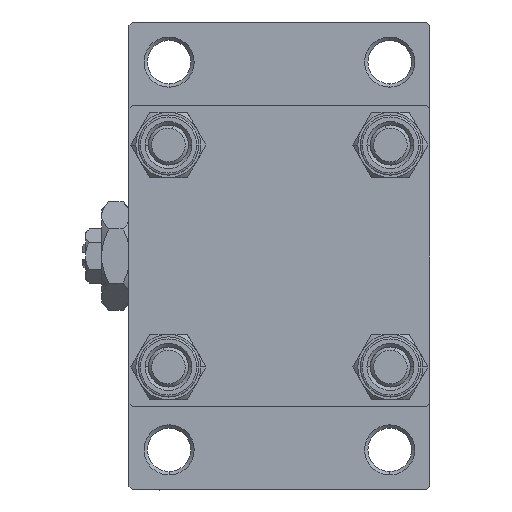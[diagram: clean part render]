
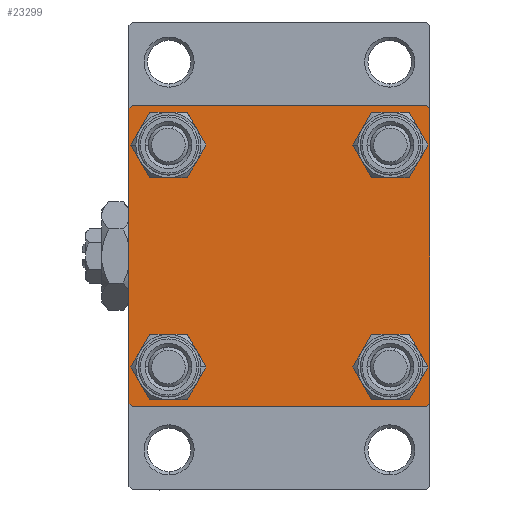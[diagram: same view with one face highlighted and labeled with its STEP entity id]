
A CAD part, left-side view. The second image highlights one B-rep face of the part: STEP entity #23299.
In plain terms, the highlighted planar face has unit normal (-1, 0, 0).
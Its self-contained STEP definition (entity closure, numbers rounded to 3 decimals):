
#5 = VERTEX_POINT ( 'NONE', #42858 ) ;
#1220 = EDGE_CURVE ( 'NONE', #20680, #50600, #14978, .T. ) ;
#2115 = CARTESIAN_POINT ( 'NONE',  ( 0., -22.5, 22. ) ) ;
#2488 = DIRECTION ( 'NONE',  ( 1., 0., 0. ) ) ;
#2583 = EDGE_CURVE ( 'NONE', #15076, #51455, #27741, .T. ) ;
#3413 = DIRECTION ( 'NONE',  ( 1., 0., 0. ) ) ;
#3684 = CARTESIAN_POINT ( 'NONE',  ( 0., -16.6, -16.6 ) ) ;
#4076 = DIRECTION ( 'NONE',  ( 1., 0., 0. ) ) ;
#5303 = AXIS2_PLACEMENT_3D ( 'NONE', #44543, #24064, #8574 ) ;
#5392 = EDGE_CURVE ( 'NONE', #19577, #21279, #36645, .T. ) ;
#5749 = EDGE_CURVE ( 'NONE', #49701, #40663, #44063, .T. ) ;
#6523 = CARTESIAN_POINT ( 'NONE',  ( 0., -16.6, -20.1 ) ) ;
#6656 = DIRECTION ( 'NONE',  ( 0., 0., 1. ) ) ;
#7018 = ORIENTED_EDGE ( 'NONE', *, *, #5749, .F. ) ;
#7563 = EDGE_CURVE ( 'NONE', #34071, #16888, #31683, .T. ) ;
#7907 = DIRECTION ( 'NONE',  ( 0., -0.707, 0.707 ) ) ;
#8389 = ORIENTED_EDGE ( 'NONE', *, *, #7563, .T. ) ;
#8498 = CARTESIAN_POINT ( 'NONE',  ( 0., -16.6, -13.1 ) ) ;
#8574 = DIRECTION ( 'NONE',  ( 0., 0., 1. ) ) ;
#8621 = VECTOR ( 'NONE', #18069, 1000. ) ;
#8689 = DIRECTION ( 'NONE',  ( 0., -1., 0. ) ) ;
#8771 = ORIENTED_EDGE ( 'NONE', *, *, #5392, .T. ) ;
#9188 = CARTESIAN_POINT ( 'NONE',  ( 0., 22.5, -22.5 ) ) ;
#9295 = CIRCLE ( 'NONE', #26039, 3.5 ) ;
#9491 = EDGE_CURVE ( 'NONE', #23135, #5, #47690, .T. ) ;
#10105 = ORIENTED_EDGE ( 'NONE', *, *, #2583, .T. ) ;
#10847 = CARTESIAN_POINT ( 'NONE',  ( 0., 22., 22.5 ) ) ;
#10946 = FACE_BOUND ( 'NONE', #46388, .T. ) ;
#11235 = CARTESIAN_POINT ( 'NONE',  ( 0., 16.6, 13.1 ) ) ;
#12514 = EDGE_LOOP ( 'NONE', ( #8389, #31334 ) ) ;
#13971 = VECTOR ( 'NONE', #43803, 1000. ) ;
#14071 = DIRECTION ( 'NONE',  ( 1., 0., 0. ) ) ;
#14341 = CARTESIAN_POINT ( 'NONE',  ( 0., 22.5, -22. ) ) ;
#14555 = CARTESIAN_POINT ( 'NONE',  ( 0., -22., -22.5 ) ) ;
#14873 = CARTESIAN_POINT ( 'NONE',  ( 0., -22.5, -22. ) ) ;
#14978 = LINE ( 'NONE', #22848, #30269 ) ;
#15076 = VERTEX_POINT ( 'NONE', #45085 ) ;
#15235 = EDGE_CURVE ( 'NONE', #16888, #34071, #19261, .T. ) ;
#15308 = DIRECTION ( 'NONE',  ( 0., 0., -1. ) ) ;
#15424 = AXIS2_PLACEMENT_3D ( 'NONE', #26608, #37912, #6656 ) ;
#16095 = VECTOR ( 'NONE', #8689, 1000. ) ;
#16665 = EDGE_CURVE ( 'NONE', #49701, #51172, #18966, .T. ) ;
#16888 = VERTEX_POINT ( 'NONE', #11235 ) ;
#17138 = EDGE_CURVE ( 'NONE', #51455, #15076, #9295, .T. ) ;
#18069 = DIRECTION ( 'NONE',  ( 0., 0., -1. ) ) ;
#18455 = EDGE_CURVE ( 'NONE', #29368, #33889, #35542, .T. ) ;
#18552 = VECTOR ( 'NONE', #15308, 1000. ) ;
#18570 = FACE_BOUND ( 'NONE', #32297, .T. ) ;
#18966 = LINE ( 'NONE', #51791, #50334 ) ;
#18988 = EDGE_CURVE ( 'NONE', #50600, #27135, #24944, .T. ) ;
#19261 = CIRCLE ( 'NONE', #33503, 3.5 ) ;
#19577 = VERTEX_POINT ( 'NONE', #6523 ) ;
#20680 = VERTEX_POINT ( 'NONE', #14341 ) ;
#21194 = CARTESIAN_POINT ( 'NONE',  ( 0., 22.5, 22. ) ) ;
#21279 = VERTEX_POINT ( 'NONE', #8498 ) ;
#21296 = ORIENTED_EDGE ( 'NONE', *, *, #18455, .F. ) ;
#21675 = CARTESIAN_POINT ( 'NONE',  ( 0., 16.6, 16.6 ) ) ;
#21964 = CARTESIAN_POINT ( 'NONE',  ( 0., -16.6, 13.1 ) ) ;
#22414 = ORIENTED_EDGE ( 'NONE', *, *, #34910, .T. ) ;
#22418 = ORIENTED_EDGE ( 'NONE', *, *, #18988, .T. ) ;
#22848 = CARTESIAN_POINT ( 'NONE',  ( 0., 22.25, -22.25 ) ) ;
#23135 = VERTEX_POINT ( 'NONE', #21964 ) ;
#23299 = ADVANCED_FACE ( 'NONE', ( #10946, #23800, #18570, #34586, #30629 ), #46645, .T. ) ;
#23531 = AXIS2_PLACEMENT_3D ( 'NONE', #29041, #36674, #24833 ) ;
#23800 = FACE_BOUND ( 'NONE', #38309, .T. ) ;
#24064 = DIRECTION ( 'NONE',  ( -1., 0., 0. ) ) ;
#24833 = DIRECTION ( 'NONE',  ( 0., 0., 1. ) ) ;
#24944 = LINE ( 'NONE', #9188, #16095 ) ;
#25039 = AXIS2_PLACEMENT_3D ( 'NONE', #44000, #4076, #35334 ) ;
#25332 = ORIENTED_EDGE ( 'NONE', *, *, #1220, .T. ) ;
#25435 = LINE ( 'NONE', #37262, #8621 ) ;
#26039 = AXIS2_PLACEMENT_3D ( 'NONE', #37962, #2488, #38219 ) ;
#26608 = CARTESIAN_POINT ( 'NONE',  ( 0., -16.6, -16.6 ) ) ;
#26736 = CARTESIAN_POINT ( 'NONE',  ( 0., -16.6, 16.6 ) ) ;
#27125 = LINE ( 'NONE', #43874, #33150 ) ;
#27135 = VERTEX_POINT ( 'NONE', #14555 ) ;
#27260 = DIRECTION ( 'NONE',  ( 1., 0., 0. ) ) ;
#27741 = CIRCLE ( 'NONE', #23531, 3.5 ) ;
#28472 = EDGE_CURVE ( 'NONE', #27135, #33889, #27125, .T. ) ;
#28487 = ORIENTED_EDGE ( 'NONE', *, *, #16665, .T. ) ;
#28641 = VECTOR ( 'NONE', #32411, 1000. ) ;
#28653 = EDGE_CURVE ( 'NONE', #5, #23135, #49366, .T. ) ;
#28695 = ORIENTED_EDGE ( 'NONE', *, *, #28653, .T. ) ;
#29041 = CARTESIAN_POINT ( 'NONE',  ( 0., 16.6, -16.6 ) ) ;
#29368 = VERTEX_POINT ( 'NONE', #2115 ) ;
#30269 = VECTOR ( 'NONE', #38877, 1000. ) ;
#30338 = DIRECTION ( 'NONE',  ( 0., 0., 1. ) ) ;
#30629 = FACE_OUTER_BOUND ( 'NONE', #50607, .T. ) ;
#30826 = CARTESIAN_POINT ( 'NONE',  ( 0., 16.6, 20.1 ) ) ;
#31256 = DIRECTION ( 'NONE',  ( 0., 0., 1. ) ) ;
#31299 = CARTESIAN_POINT ( 'NONE',  ( 0., 16.6, 16.6 ) ) ;
#31334 = ORIENTED_EDGE ( 'NONE', *, *, #15235, .T. ) ;
#31465 = DIRECTION ( 'NONE',  ( 0., 0., 1. ) ) ;
#31683 = CIRCLE ( 'NONE', #41711, 3.5 ) ;
#32297 = EDGE_LOOP ( 'NONE', ( #10105, #35821 ) ) ;
#32411 = DIRECTION ( 'NONE',  ( 0., 0.707, 0.707 ) ) ;
#32961 = CARTESIAN_POINT ( 'NONE',  ( 0., 22., -22.5 ) ) ;
#33150 = VECTOR ( 'NONE', #7907, 1000. ) ;
#33503 = AXIS2_PLACEMENT_3D ( 'NONE', #21675, #14071, #30338 ) ;
#33889 = VERTEX_POINT ( 'NONE', #14873 ) ;
#34071 = VERTEX_POINT ( 'NONE', #30826 ) ;
#34586 = FACE_BOUND ( 'NONE', #12514, .T. ) ;
#34910 = EDGE_CURVE ( 'NONE', #29368, #40663, #39231, .T. ) ;
#35334 = DIRECTION ( 'NONE',  ( 0., 0., 1. ) ) ;
#35542 = LINE ( 'NONE', #39203, #18552 ) ;
#35821 = ORIENTED_EDGE ( 'NONE', *, *, #17138, .T. ) ;
#36645 = CIRCLE ( 'NONE', #49193, 3.5 ) ;
#36674 = DIRECTION ( 'NONE',  ( 1., 0., 0. ) ) ;
#37106 = ORIENTED_EDGE ( 'NONE', *, *, #44538, .T. ) ;
#37262 = CARTESIAN_POINT ( 'NONE',  ( 0., 22.5, 22.5 ) ) ;
#37912 = DIRECTION ( 'NONE',  ( 1., 0., 0. ) ) ;
#37962 = CARTESIAN_POINT ( 'NONE',  ( 0., 16.6, -16.6 ) ) ;
#38219 = DIRECTION ( 'NONE',  ( 0., 0., 1. ) ) ;
#38309 = EDGE_LOOP ( 'NONE', ( #37106, #8771 ) ) ;
#38877 = DIRECTION ( 'NONE',  ( 0., -0.707, -0.707 ) ) ;
#38888 = CIRCLE ( 'NONE', #15424, 3.5 ) ;
#39203 = CARTESIAN_POINT ( 'NONE',  ( 0., -22.5, 22.5 ) ) ;
#39231 = LINE ( 'NONE', #46848, #28641 ) ;
#40386 = CARTESIAN_POINT ( 'NONE',  ( 0., 22.5, 22.5 ) ) ;
#40663 = VERTEX_POINT ( 'NONE', #44891 ) ;
#40782 = EDGE_CURVE ( 'NONE', #51172, #20680, #25435, .T. ) ;
#41711 = AXIS2_PLACEMENT_3D ( 'NONE', #31299, #51253, #43111 ) ;
#42858 = CARTESIAN_POINT ( 'NONE',  ( 0., -16.6, 20.1 ) ) ;
#43111 = DIRECTION ( 'NONE',  ( 0., 0., 1. ) ) ;
#43215 = CARTESIAN_POINT ( 'NONE',  ( 0., 16.6, -20.1 ) ) ;
#43803 = DIRECTION ( 'NONE',  ( 0., -1., 0. ) ) ;
#43874 = CARTESIAN_POINT ( 'NONE',  ( 0., -22.25, -22.25 ) ) ;
#44000 = CARTESIAN_POINT ( 'NONE',  ( 0., -16.6, 16.6 ) ) ;
#44063 = LINE ( 'NONE', #40386, #13971 ) ;
#44314 = AXIS2_PLACEMENT_3D ( 'NONE', #26736, #27260, #31465 ) ;
#44538 = EDGE_CURVE ( 'NONE', #21279, #19577, #38888, .T. ) ;
#44543 = CARTESIAN_POINT ( 'NONE',  ( 0., 0., 0. ) ) ;
#44891 = CARTESIAN_POINT ( 'NONE',  ( 0., -22., 22.5 ) ) ;
#45059 = ORIENTED_EDGE ( 'NONE', *, *, #40782, .T. ) ;
#45085 = CARTESIAN_POINT ( 'NONE',  ( 0., 16.6, -13.1 ) ) ;
#45285 = ORIENTED_EDGE ( 'NONE', *, *, #28472, .T. ) ;
#46388 = EDGE_LOOP ( 'NONE', ( #28695, #50687 ) ) ;
#46645 = PLANE ( 'NONE',  #5303 ) ;
#46848 = CARTESIAN_POINT ( 'NONE',  ( 0., -22.25, 22.25 ) ) ;
#47690 = CIRCLE ( 'NONE', #25039, 3.5 ) ;
#49193 = AXIS2_PLACEMENT_3D ( 'NONE', #3684, #3413, #31256 ) ;
#49366 = CIRCLE ( 'NONE', #44314, 3.5 ) ;
#49701 = VERTEX_POINT ( 'NONE', #10847 ) ;
#50334 = VECTOR ( 'NONE', #51525, 1000. ) ;
#50600 = VERTEX_POINT ( 'NONE', #32961 ) ;
#50607 = EDGE_LOOP ( 'NONE', ( #45059, #25332, #22418, #45285, #21296, #22414, #7018, #28487 ) ) ;
#50687 = ORIENTED_EDGE ( 'NONE', *, *, #9491, .T. ) ;
#51172 = VERTEX_POINT ( 'NONE', #21194 ) ;
#51253 = DIRECTION ( 'NONE',  ( 1., 0., 0. ) ) ;
#51455 = VERTEX_POINT ( 'NONE', #43215 ) ;
#51525 = DIRECTION ( 'NONE',  ( 0., 0.707, -0.707 ) ) ;
#51791 = CARTESIAN_POINT ( 'NONE',  ( 0., 22.25, 22.25 ) ) ;
